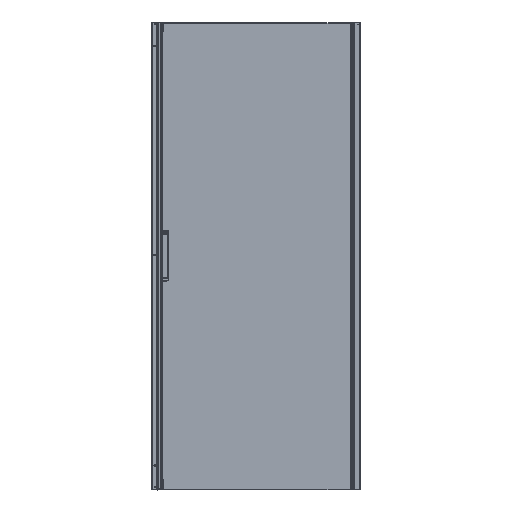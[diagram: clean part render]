
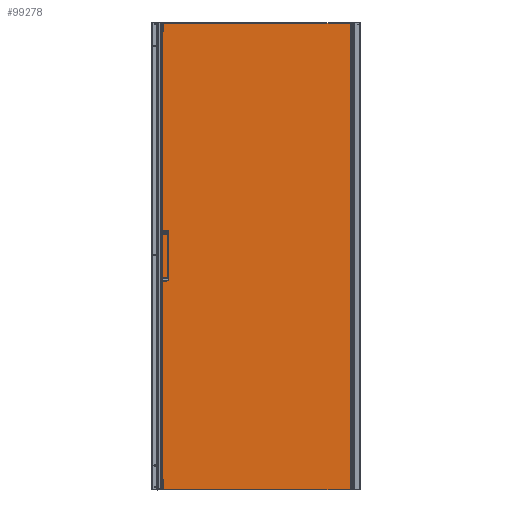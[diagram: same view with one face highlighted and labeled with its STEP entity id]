
A CAD part, top view. The second image highlights one B-rep face of the part: STEP entity #99278.
In plain terms, the highlighted face is planar.
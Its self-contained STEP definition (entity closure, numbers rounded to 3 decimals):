
#99007=DIRECTION('',(0.,1.,0.));
#99008=VECTOR('',#99007,1946.);
#99009=CARTESIAN_POINT('',(-417.,-973.,-3.));
#99010=LINE('',#99009,#99008);
#99011=DIRECTION('',(-1.,0.,0.));
#99012=VECTOR('',#99011,834.);
#99013=CARTESIAN_POINT('',(417.,-973.,-3.));
#99014=LINE('',#99013,#99012);
#99015=DIRECTION('',(0.,-1.,0.));
#99016=VECTOR('',#99015,1946.);
#99017=CARTESIAN_POINT('',(417.,973.,-3.));
#99018=LINE('',#99017,#99016);
#99019=DIRECTION('',(1.,0.,0.));
#99020=VECTOR('',#99019,834.);
#99021=CARTESIAN_POINT('',(-417.,973.,-3.));
#99022=LINE('',#99021,#99020);
#99203=CARTESIAN_POINT('',(-417.,-973.,-3.));
#99204=CARTESIAN_POINT('',(-417.,973.,-3.));
#99205=VERTEX_POINT('',#99203);
#99206=VERTEX_POINT('',#99204);
#99223=CARTESIAN_POINT('',(417.,-973.,-3.));
#99224=VERTEX_POINT('',#99223);
#99227=CARTESIAN_POINT('',(417.,973.,-3.));
#99228=VERTEX_POINT('',#99227);
#99263=CARTESIAN_POINT('',(0.,0.,-3.));
#99264=DIRECTION('',(0.,0.,1.));
#99265=DIRECTION('',(1.,0.,0.));
#99266=AXIS2_PLACEMENT_3D('',#99263,#99264,#99265);
#99267=PLANE('',#99266);
#99269=ORIENTED_EDGE('',*,*,#99268,.F.);
#99271=ORIENTED_EDGE('',*,*,#99270,.F.);
#99273=ORIENTED_EDGE('',*,*,#99272,.F.);
#99275=ORIENTED_EDGE('',*,*,#99274,.F.);
#99276=EDGE_LOOP('',(#99269,#99271,#99273,#99275));
#99277=FACE_OUTER_BOUND('',#99276,.F.);
#99268=EDGE_CURVE('',#99205,#99206,#99010,.T.);
#99270=EDGE_CURVE('',#99224,#99205,#99014,.T.);
#99272=EDGE_CURVE('',#99228,#99224,#99018,.T.);
#99274=EDGE_CURVE('',#99206,#99228,#99022,.T.);
#99278=ADVANCED_FACE('',(#99277),#99267,.F.);
